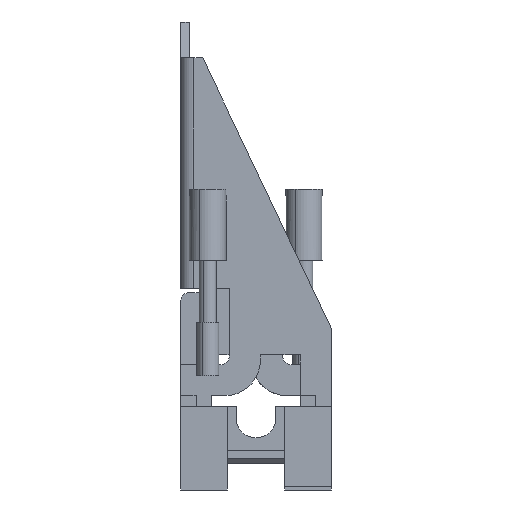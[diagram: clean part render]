
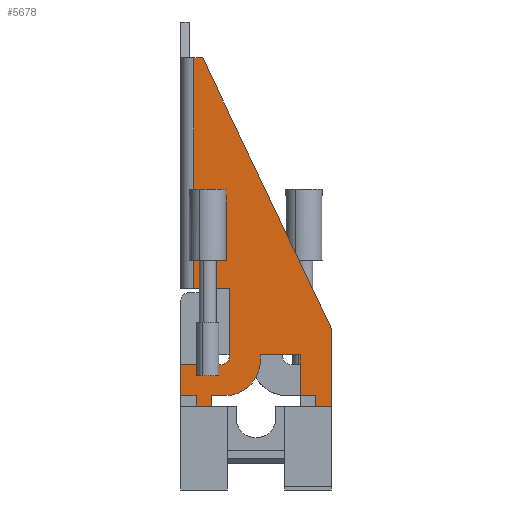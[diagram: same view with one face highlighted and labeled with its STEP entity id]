
A CAD part, front view. The second image highlights one B-rep face of the part: STEP entity #5678.
In plain terms, the highlighted planar face has unit normal (0, -1, 0).
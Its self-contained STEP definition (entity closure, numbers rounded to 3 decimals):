
#5258=AXIS2_PLACEMENT_3D('Circle Axis2P3D',#5256,#5257,$) ;
#5453=AXIS2_PLACEMENT_3D('Circle Axis2P3D',#5451,#5452,$) ;
#5648=AXIS2_PLACEMENT_3D('Plane Axis2P3D',#5645,#5646,#5647) ;
#4903=CARTESIAN_POINT('Vertex',(34.,10.,13.45)) ;
#4927=CARTESIAN_POINT('Vertex',(3.,10.,97.367)) ;
#4982=CARTESIAN_POINT('Vertex',(3.,10.,45.45)) ;
#5013=CARTESIAN_POINT('Vertex',(30.5,10.,13.45)) ;
#5033=CARTESIAN_POINT('Line Origine',(3.,10.,53.909)) ;
#5050=CARTESIAN_POINT('Line Origine',(17.,10.,13.45)) ;
#5088=CARTESIAN_POINT('Vertex',(34.,10.,36.352)) ;
#5093=CARTESIAN_POINT('Line Origine',(34.,10.,24.901)) ;
#5119=CARTESIAN_POINT('Vertex',(5.,10.,97.367)) ;
#5124=CARTESIAN_POINT('Line Origine',(19.5,10.,66.86)) ;
#5146=CARTESIAN_POINT('Line Origine',(4.,10.,97.367)) ;
#5189=CARTESIAN_POINT('Vertex',(11.,10.,45.45)) ;
#5194=CARTESIAN_POINT('Line Origine',(7.,10.,45.45)) ;
#5222=CARTESIAN_POINT('Vertex',(11.,10.,30.25)) ;
#5225=CARTESIAN_POINT('Line Origine',(11.,10.,37.85)) ;
#5253=CARTESIAN_POINT('Vertex',(9.,10.,28.25)) ;
#5256=CARTESIAN_POINT('Axis2P3D Location',(9.,10.,30.25)) ;
#5282=CARTESIAN_POINT('Vertex',(0.,10.,28.25)) ;
#5287=CARTESIAN_POINT('Line Origine',(4.5,10.,28.25)) ;
#5320=CARTESIAN_POINT('Vertex',(0.,10.,21.25)) ;
#5323=CARTESIAN_POINT('Line Origine',(0.,10.,24.75)) ;
#5351=CARTESIAN_POINT('Vertex',(3.5,10.,21.25)) ;
#5354=CARTESIAN_POINT('Line Origine',(1.75,10.,21.25)) ;
#5382=CARTESIAN_POINT('Vertex',(3.5,10.,13.45)) ;
#5385=CARTESIAN_POINT('Line Origine',(3.5,10.,17.35)) ;
#5408=CARTESIAN_POINT('Vertex',(10.,10.,21.25)) ;
#5411=CARTESIAN_POINT('Line Origine',(8.5,10.,21.25)) ;
#5415=CARTESIAN_POINT('Vertex',(7.,10.,21.25)) ;
#5448=CARTESIAN_POINT('Vertex',(18.,10.,29.25)) ;
#5451=CARTESIAN_POINT('Axis2P3D Location',(10.,10.,29.25)) ;
#5477=CARTESIAN_POINT('Vertex',(18.,10.,30.45)) ;
#5482=CARTESIAN_POINT('Line Origine',(18.,10.,29.85)) ;
#5510=CARTESIAN_POINT('Vertex',(27.,10.,30.45)) ;
#5513=CARTESIAN_POINT('Line Origine',(22.5,10.,30.45)) ;
#5546=CARTESIAN_POINT('Vertex',(27.,10.,21.25)) ;
#5549=CARTESIAN_POINT('Line Origine',(27.,10.,25.85)) ;
#5572=CARTESIAN_POINT('Vertex',(30.5,10.,21.25)) ;
#5575=CARTESIAN_POINT('Line Origine',(28.75,10.,21.25)) ;
#5602=CARTESIAN_POINT('Line Origine',(30.5,10.,17.35)) ;
#5619=CARTESIAN_POINT('Line Origine',(7.,10.,17.35)) ;
#5623=CARTESIAN_POINT('Vertex',(7.,10.,13.45)) ;
#5645=CARTESIAN_POINT('Axis2P3D Location',(2.,10.,71.409)) ;
#5650=CARTESIAN_POINT('Line Origine',(5.25,10.,13.45)) ;
#5034=DIRECTION('Vector Direction',(0.,0.,1.)) ;
#5051=DIRECTION('Vector Direction',(1.,0.,0.)) ;
#5094=DIRECTION('Vector Direction',(0.,0.,1.)) ;
#5125=DIRECTION('Vector Direction',(0.429,0.,-0.903)) ;
#5147=DIRECTION('Vector Direction',(1.,0.,0.)) ;
#5195=DIRECTION('Vector Direction',(1.,0.,0.)) ;
#5226=DIRECTION('Vector Direction',(0.,0.,-1.)) ;
#5257=DIRECTION('Axis2P3D Direction',(0.,-1.,0.)) ;
#5288=DIRECTION('Vector Direction',(1.,0.,0.)) ;
#5324=DIRECTION('Vector Direction',(0.,0.,-1.)) ;
#5355=DIRECTION('Vector Direction',(1.,0.,0.)) ;
#5386=DIRECTION('Vector Direction',(0.,0.,1.)) ;
#5412=DIRECTION('Vector Direction',(1.,0.,0.)) ;
#5452=DIRECTION('Axis2P3D Direction',(0.,-1.,0.)) ;
#5483=DIRECTION('Vector Direction',(0.,0.,1.)) ;
#5514=DIRECTION('Vector Direction',(1.,0.,0.)) ;
#5550=DIRECTION('Vector Direction',(0.,0.,-1.)) ;
#5576=DIRECTION('Vector Direction',(1.,0.,0.)) ;
#5603=DIRECTION('Vector Direction',(0.,0.,1.)) ;
#5620=DIRECTION('Vector Direction',(0.,0.,1.)) ;
#5646=DIRECTION('Axis2P3D Direction',(0.,-1.,0.)) ;
#5647=DIRECTION('Axis2P3D XDirection',(0.,0.,-1.)) ;
#5651=DIRECTION('Vector Direction',(1.,0.,0.)) ;
#5035=VECTOR('Line Direction',#5034,1.) ;
#5052=VECTOR('Line Direction',#5051,1.) ;
#5095=VECTOR('Line Direction',#5094,1.) ;
#5126=VECTOR('Line Direction',#5125,1.) ;
#5148=VECTOR('Line Direction',#5147,1.) ;
#5196=VECTOR('Line Direction',#5195,1.) ;
#5227=VECTOR('Line Direction',#5226,1.) ;
#5289=VECTOR('Line Direction',#5288,1.) ;
#5325=VECTOR('Line Direction',#5324,1.) ;
#5356=VECTOR('Line Direction',#5355,1.) ;
#5387=VECTOR('Line Direction',#5386,1.) ;
#5413=VECTOR('Line Direction',#5412,1.) ;
#5484=VECTOR('Line Direction',#5483,1.) ;
#5515=VECTOR('Line Direction',#5514,1.) ;
#5551=VECTOR('Line Direction',#5550,1.) ;
#5577=VECTOR('Line Direction',#5576,1.) ;
#5604=VECTOR('Line Direction',#5603,1.) ;
#5621=VECTOR('Line Direction',#5620,1.) ;
#5652=VECTOR('Line Direction',#5651,1.) ;
#5656=ORIENTED_EDGE('',*,*,#5097,.T.) ;
#5657=ORIENTED_EDGE('',*,*,#5128,.F.) ;
#5658=ORIENTED_EDGE('',*,*,#5150,.F.) ;
#5659=ORIENTED_EDGE('',*,*,#5037,.T.) ;
#5660=ORIENTED_EDGE('',*,*,#5198,.T.) ;
#5661=ORIENTED_EDGE('',*,*,#5229,.T.) ;
#5662=ORIENTED_EDGE('',*,*,#5260,.F.) ;
#5663=ORIENTED_EDGE('',*,*,#5291,.F.) ;
#5664=ORIENTED_EDGE('',*,*,#5327,.T.) ;
#5665=ORIENTED_EDGE('',*,*,#5358,.T.) ;
#5666=ORIENTED_EDGE('',*,*,#5389,.F.) ;
#5667=ORIENTED_EDGE('',*,*,#5654,.T.) ;
#5668=ORIENTED_EDGE('',*,*,#5625,.T.) ;
#5669=ORIENTED_EDGE('',*,*,#5417,.T.) ;
#5670=ORIENTED_EDGE('',*,*,#5455,.T.) ;
#5671=ORIENTED_EDGE('',*,*,#5486,.T.) ;
#5672=ORIENTED_EDGE('',*,*,#5517,.T.) ;
#5673=ORIENTED_EDGE('',*,*,#5553,.T.) ;
#5674=ORIENTED_EDGE('',*,*,#5579,.T.) ;
#5675=ORIENTED_EDGE('',*,*,#5606,.F.) ;
#5676=ORIENTED_EDGE('',*,*,#5054,.T.) ;
#5678=ADVANCED_FACE('Hauptk\X2\00F6\X0\rper',(#5677),#5649,.T.) ;
#5259=CIRCLE('generated circle',#5258,2.) ;
#5454=CIRCLE('generated circle',#5453,8.) ;
#5037=EDGE_CURVE('',#4928,#4983,#5036,.F.) ;
#5054=EDGE_CURVE('',#5014,#4904,#5053,.T.) ;
#5097=EDGE_CURVE('',#4904,#5089,#5096,.T.) ;
#5128=EDGE_CURVE('',#5120,#5089,#5127,.T.) ;
#5150=EDGE_CURVE('',#4928,#5120,#5149,.T.) ;
#5198=EDGE_CURVE('',#4983,#5190,#5197,.T.) ;
#5229=EDGE_CURVE('',#5190,#5223,#5228,.T.) ;
#5260=EDGE_CURVE('',#5254,#5223,#5259,.T.) ;
#5291=EDGE_CURVE('',#5283,#5254,#5290,.T.) ;
#5327=EDGE_CURVE('',#5283,#5321,#5326,.T.) ;
#5358=EDGE_CURVE('',#5321,#5352,#5357,.T.) ;
#5389=EDGE_CURVE('',#5383,#5352,#5388,.T.) ;
#5417=EDGE_CURVE('',#5416,#5409,#5414,.T.) ;
#5455=EDGE_CURVE('',#5409,#5449,#5454,.T.) ;
#5486=EDGE_CURVE('',#5449,#5478,#5485,.T.) ;
#5517=EDGE_CURVE('',#5478,#5511,#5516,.T.) ;
#5553=EDGE_CURVE('',#5511,#5547,#5552,.T.) ;
#5579=EDGE_CURVE('',#5547,#5573,#5578,.T.) ;
#5606=EDGE_CURVE('',#5014,#5573,#5605,.T.) ;
#5625=EDGE_CURVE('',#5624,#5416,#5622,.T.) ;
#5654=EDGE_CURVE('',#5383,#5624,#5653,.T.) ;
#5655=EDGE_LOOP('',(#5656,#5657,#5658,#5659,#5660,#5661,#5662,#5663,#5664,#5665,#5666,#5667,#5668,#5669,#5670,#5671,#5672,#5673,#5674,#5675,#5676)) ;
#5677=FACE_OUTER_BOUND('',#5655,.T.) ;
#5036=LINE('Line',#5033,#5035) ;
#5053=LINE('Line',#5050,#5052) ;
#5096=LINE('Line',#5093,#5095) ;
#5127=LINE('Line',#5124,#5126) ;
#5149=LINE('Line',#5146,#5148) ;
#5197=LINE('Line',#5194,#5196) ;
#5228=LINE('Line',#5225,#5227) ;
#5290=LINE('Line',#5287,#5289) ;
#5326=LINE('Line',#5323,#5325) ;
#5357=LINE('Line',#5354,#5356) ;
#5388=LINE('Line',#5385,#5387) ;
#5414=LINE('Line',#5411,#5413) ;
#5485=LINE('Line',#5482,#5484) ;
#5516=LINE('Line',#5513,#5515) ;
#5552=LINE('Line',#5549,#5551) ;
#5578=LINE('Line',#5575,#5577) ;
#5605=LINE('Line',#5602,#5604) ;
#5622=LINE('Line',#5619,#5621) ;
#5653=LINE('Line',#5650,#5652) ;
#5649=PLANE('',#5648) ;
#4904=VERTEX_POINT('',#4903) ;
#4928=VERTEX_POINT('',#4927) ;
#4983=VERTEX_POINT('',#4982) ;
#5014=VERTEX_POINT('',#5013) ;
#5089=VERTEX_POINT('',#5088) ;
#5120=VERTEX_POINT('',#5119) ;
#5190=VERTEX_POINT('',#5189) ;
#5223=VERTEX_POINT('',#5222) ;
#5254=VERTEX_POINT('',#5253) ;
#5283=VERTEX_POINT('',#5282) ;
#5321=VERTEX_POINT('',#5320) ;
#5352=VERTEX_POINT('',#5351) ;
#5383=VERTEX_POINT('',#5382) ;
#5409=VERTEX_POINT('',#5408) ;
#5416=VERTEX_POINT('',#5415) ;
#5449=VERTEX_POINT('',#5448) ;
#5478=VERTEX_POINT('',#5477) ;
#5511=VERTEX_POINT('',#5510) ;
#5547=VERTEX_POINT('',#5546) ;
#5573=VERTEX_POINT('',#5572) ;
#5624=VERTEX_POINT('',#5623) ;
